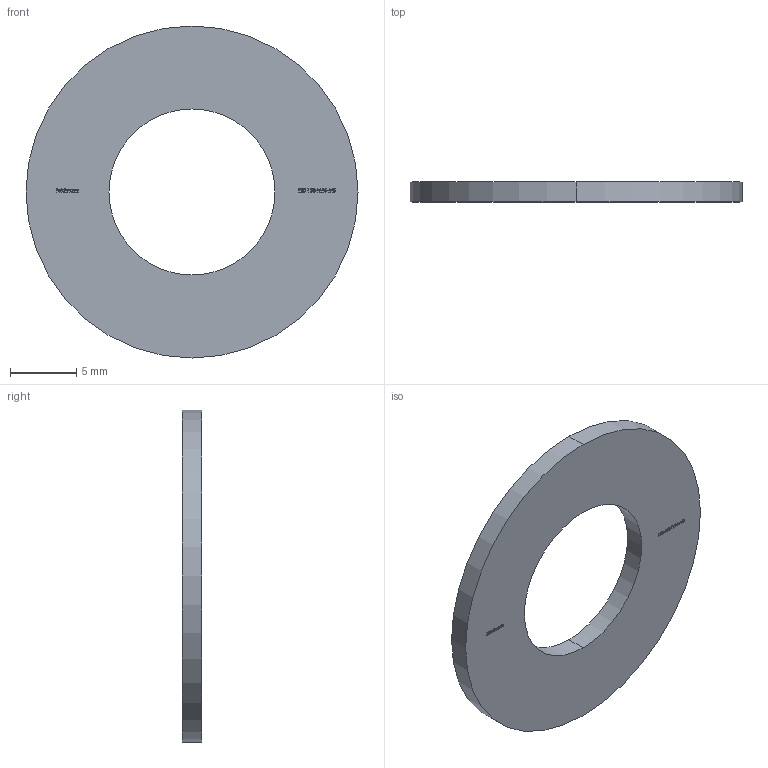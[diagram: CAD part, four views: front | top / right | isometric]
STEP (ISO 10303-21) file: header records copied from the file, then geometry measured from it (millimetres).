
FILE_DESCRIPTION (( 'STEP AP203' ), '1' );
FILE_NAME ('120-130-M16-MS.step', '2019-05-27T06:21:37', ( '' ), ( '' ), 'SwSTEP 2.0', 'SolidWorks 2015', '' );
FILE_SCHEMA (( 'CONFIG_CONTROL_DESIGN' ));
Length unit declared in the file: millimetre
Products named in the file (1): 120-130-M16-MS
Bounding box: 25 x 1.5 x 25 mm (x, y, z)
Volume: 552.2 mm3; surface area: 915.4 mm2
Topology: 1 solids, 1 shells, 268 faces, 714 edges, 476 vertices
Faces by surface type: plane 154, bspline 110, cylinder 4
Entity records: 14187 total; most frequent: CARTESIAN_POINT 8169, ORIENTED_EDGE 1428, DIRECTION 820, EDGE_CURVE 714, VECTOR 486, LINE 486, VERTEX_POINT 476, EDGE_LOOP 298
